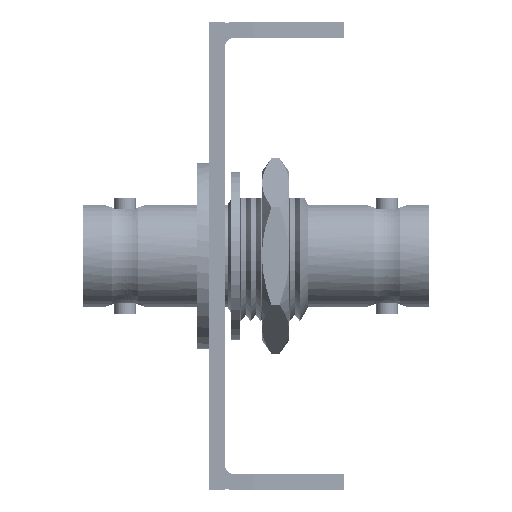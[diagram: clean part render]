
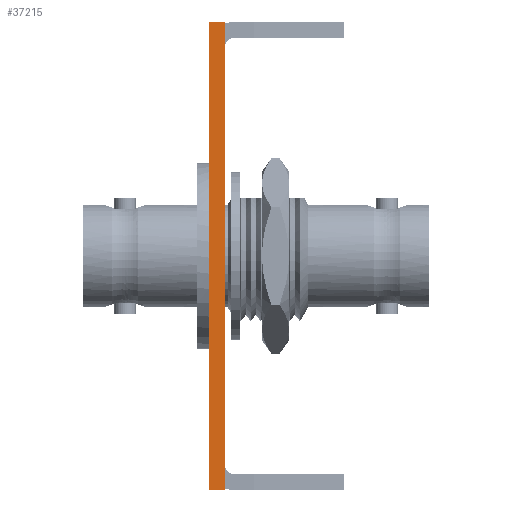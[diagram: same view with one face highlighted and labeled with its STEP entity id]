
A CAD part, left-side view. The second image highlights one B-rep face of the part: STEP entity #37215.
In plain terms, the highlighted planar face has unit normal (-1, 0, 0).
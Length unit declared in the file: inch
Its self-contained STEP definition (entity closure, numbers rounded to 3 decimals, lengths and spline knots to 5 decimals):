
#1623 = DIRECTION ( 'NONE',  ( 0., 0., 1. ) ) ;
#2116 = LINE ( 'NONE', #21801, #26768 ) ;
#3906 = LINE ( 'NONE', #32157, #11436 ) ;
#6592 = DIRECTION ( 'NONE',  ( 0., 0., 1. ) ) ;
#7184 = EDGE_CURVE ( 'NONE', #13345, #8773, #18316, .T. ) ;
#8451 = EDGE_CURVE ( 'NONE', #39847, #13345, #2116, .T. ) ;
#8773 = VERTEX_POINT ( 'NONE', #30446 ) ;
#8799 = CARTESIAN_POINT ( 'NONE',  ( -9.5, -38.1572, 0.865 ) ) ;
#11436 = VECTOR ( 'NONE', #6592, 39.37008 ) ;
#11457 = ORIENTED_EDGE ( 'NONE', *, *, #30866, .F. ) ;
#13345 = VERTEX_POINT ( 'NONE', #36617 ) ;
#14427 = PLANE ( 'NONE',  #34177 ) ;
#15046 = CARTESIAN_POINT ( 'NONE',  ( -9.5, -38.1572, -0.865 ) ) ;
#18316 = LINE ( 'NONE', #8799, #27854 ) ;
#19546 = CARTESIAN_POINT ( 'NONE',  ( -9.5, 0.06, -0.865 ) ) ;
#20913 = DIRECTION ( 'NONE',  ( -1., 0., 0. ) ) ;
#21801 = CARTESIAN_POINT ( 'NONE',  ( -9.5, 0., 0.865 ) ) ;
#25014 = DIRECTION ( 'NONE',  ( 0., 0., 1. ) ) ;
#25556 = EDGE_LOOP ( 'NONE', ( #32734, #11457, #28664, #37166 ) ) ;
#26389 = FACE_OUTER_BOUND ( 'NONE', #25556, .T. ) ;
#26685 = VECTOR ( 'NONE', #37750, 39.37008 ) ;
#26768 = VECTOR ( 'NONE', #25014, 39.37008 ) ;
#27854 = VECTOR ( 'NONE', #40918, 39.37008 ) ;
#28664 = ORIENTED_EDGE ( 'NONE', *, *, #8451, .T. ) ;
#28672 = VERTEX_POINT ( 'NONE', #19546 ) ;
#30446 = CARTESIAN_POINT ( 'NONE',  ( -9.5, 0.06, 0.865 ) ) ;
#30866 = EDGE_CURVE ( 'NONE', #39847, #28672, #35223, .T. ) ;
#31568 = CARTESIAN_POINT ( 'NONE',  ( -9.5, 0., -0.865 ) ) ;
#32157 = CARTESIAN_POINT ( 'NONE',  ( -9.5, 0.06, 0.865 ) ) ;
#32734 = ORIENTED_EDGE ( 'NONE', *, *, #33477, .F. ) ;
#33477 = EDGE_CURVE ( 'NONE', #28672, #8773, #3906, .T. ) ;
#34177 = AXIS2_PLACEMENT_3D ( 'NONE', #40079, #20913, #1623 ) ;
#35223 = LINE ( 'NONE', #15046, #26685 ) ;
#36617 = CARTESIAN_POINT ( 'NONE',  ( -9.5, 0., 0.865 ) ) ;
#37166 = ORIENTED_EDGE ( 'NONE', *, *, #7184, .T. ) ;
#37215 = ADVANCED_FACE ( 'NONE', ( #26389 ), #14427, .T. ) ;
#37750 = DIRECTION ( 'NONE',  ( 0., 1., 0. ) ) ;
#39847 = VERTEX_POINT ( 'NONE', #31568 ) ;
#40079 = CARTESIAN_POINT ( 'NONE',  ( -9.5, -38.1572, 0.865 ) ) ;
#40918 = DIRECTION ( 'NONE',  ( 0., 1., 0. ) ) ;
